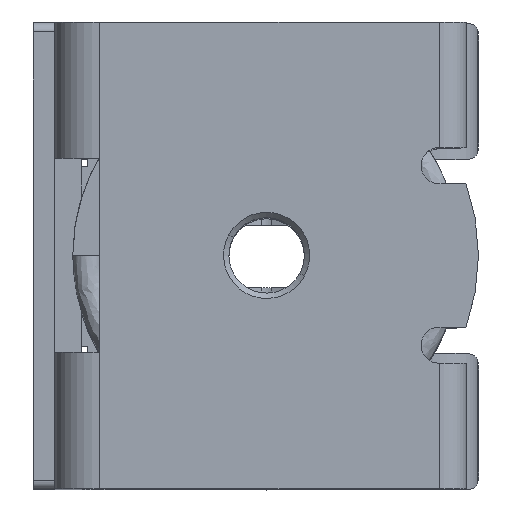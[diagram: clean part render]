
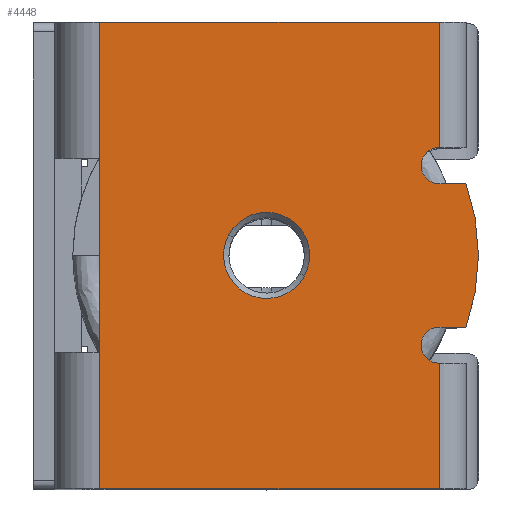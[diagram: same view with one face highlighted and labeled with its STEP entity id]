
A CAD part, top view. The second image highlights one B-rep face of the part: STEP entity #4448.
In plain terms, the highlighted planar face has unit normal (0, 0, 1).
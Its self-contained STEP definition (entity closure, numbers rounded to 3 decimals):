
#4330=AXIS2_PLACEMENT_3D('Plane Axis2P3D',#4327,#4328,#4329) ;
#4343=AXIS2_PLACEMENT_3D('Circle Axis2P3D',#4341,#4342,$) ;
#4357=AXIS2_PLACEMENT_3D('Circle Axis2P3D',#4355,#4356,$) ;
#4364=AXIS2_PLACEMENT_3D('Circle Axis2P3D',#4362,#4363,$) ;
#4402=AXIS2_PLACEMENT_3D('Circle Axis2P3D',#4400,#4401,$) ;
#4409=AXIS2_PLACEMENT_3D('Circle Axis2P3D',#4407,#4408,$) ;
#4432=AXIS2_PLACEMENT_3D('Circle Axis2P3D',#4430,#4431,$) ;
#4441=AXIS2_PLACEMENT_3D('Circle Axis2P3D',#4439,#4440,$) ;
#2049=CARTESIAN_POINT('Vertex',(3.7,0.,39.495)) ;
#2074=CARTESIAN_POINT('Vertex',(3.7,26.,39.495)) ;
#2578=CARTESIAN_POINT('Vertex',(3.7,7.6,39.495)) ;
#2581=CARTESIAN_POINT('Line Origine',(3.7,13.,39.495)) ;
#2593=CARTESIAN_POINT('Line Origine',(3.7,13.,39.495)) ;
#2597=CARTESIAN_POINT('Vertex',(3.7,18.4,39.495)) ;
#3548=CARTESIAN_POINT('Vertex',(22.62,0.,39.495)) ;
#3551=CARTESIAN_POINT('Line Origine',(13.16,0.,39.495)) ;
#3580=CARTESIAN_POINT('Line Origine',(13.16,26.,39.495)) ;
#3584=CARTESIAN_POINT('Vertex',(22.62,26.,39.495)) ;
#4327=CARTESIAN_POINT('Axis2P3D Location',(13.,13.,39.495)) ;
#4332=CARTESIAN_POINT('Line Origine',(23.351,9.,39.495)) ;
#4336=CARTESIAN_POINT('Vertex',(22.6,9.,39.495)) ;
#4338=CARTESIAN_POINT('Vertex',(24.101,9.,39.495)) ;
#4341=CARTESIAN_POINT('Axis2P3D Location',(13.,13.,39.495)) ;
#4345=CARTESIAN_POINT('Vertex',(24.101,17.,39.495)) ;
#4348=CARTESIAN_POINT('Line Origine',(23.351,17.,39.495)) ;
#4352=CARTESIAN_POINT('Vertex',(22.6,17.,39.495)) ;
#4355=CARTESIAN_POINT('Axis2P3D Location',(22.6,18.,39.495)) ;
#4359=CARTESIAN_POINT('Vertex',(21.6,18.,39.495)) ;
#4362=CARTESIAN_POINT('Axis2P3D Location',(22.6,18.,39.495)) ;
#4366=CARTESIAN_POINT('Vertex',(22.6,19.,39.495)) ;
#4369=CARTESIAN_POINT('Line Origine',(22.61,19.,39.495)) ;
#4373=CARTESIAN_POINT('Vertex',(22.62,19.,39.495)) ;
#4376=CARTESIAN_POINT('Line Origine',(22.62,22.5,39.495)) ;
#4381=CARTESIAN_POINT('Line Origine',(3.7,13.,39.495)) ;
#4386=CARTESIAN_POINT('Line Origine',(22.62,3.5,39.495)) ;
#4390=CARTESIAN_POINT('Vertex',(22.62,7.,39.495)) ;
#4393=CARTESIAN_POINT('Line Origine',(22.61,7.,39.495)) ;
#4397=CARTESIAN_POINT('Vertex',(22.6,7.,39.495)) ;
#4400=CARTESIAN_POINT('Axis2P3D Location',(22.6,8.,39.495)) ;
#4404=CARTESIAN_POINT('Vertex',(21.6,8.,39.495)) ;
#4407=CARTESIAN_POINT('Axis2P3D Location',(22.6,8.,39.495)) ;
#4430=CARTESIAN_POINT('Axis2P3D Location',(13.,13.,39.495)) ;
#4434=CARTESIAN_POINT('Vertex',(10.894,14.151,39.495)) ;
#4436=CARTESIAN_POINT('Vertex',(15.106,11.849,39.495)) ;
#4439=CARTESIAN_POINT('Axis2P3D Location',(13.,13.,39.495)) ;
#2582=DIRECTION('Vector Direction',(0.,1.,0.)) ;
#2594=DIRECTION('Vector Direction',(0.,1.,0.)) ;
#3552=DIRECTION('Vector Direction',(1.,0.,0.)) ;
#3581=DIRECTION('Vector Direction',(-1.,0.,0.)) ;
#4328=DIRECTION('Axis2P3D Direction',(0.,0.,1.)) ;
#4329=DIRECTION('Axis2P3D XDirection',(1.,0.,0.)) ;
#4333=DIRECTION('Vector Direction',(1.,0.,0.)) ;
#4342=DIRECTION('Axis2P3D Direction',(0.,0.,1.)) ;
#4349=DIRECTION('Vector Direction',(-1.,0.,0.)) ;
#4356=DIRECTION('Axis2P3D Direction',(0.,0.,1.)) ;
#4363=DIRECTION('Axis2P3D Direction',(0.,0.,1.)) ;
#4370=DIRECTION('Vector Direction',(1.,0.,0.)) ;
#4377=DIRECTION('Vector Direction',(0.,-1.,0.)) ;
#4382=DIRECTION('Vector Direction',(0.,-1.,0.)) ;
#4387=DIRECTION('Vector Direction',(0.,-1.,0.)) ;
#4394=DIRECTION('Vector Direction',(-1.,0.,0.)) ;
#4401=DIRECTION('Axis2P3D Direction',(0.,0.,1.)) ;
#4408=DIRECTION('Axis2P3D Direction',(0.,0.,1.)) ;
#4431=DIRECTION('Axis2P3D Direction',(0.,0.,1.)) ;
#4440=DIRECTION('Axis2P3D Direction',(0.,0.,1.)) ;
#2583=VECTOR('Line Direction',#2582,1.) ;
#2595=VECTOR('Line Direction',#2594,1.) ;
#3553=VECTOR('Line Direction',#3552,1.) ;
#3582=VECTOR('Line Direction',#3581,1.) ;
#4334=VECTOR('Line Direction',#4333,1.) ;
#4350=VECTOR('Line Direction',#4349,1.) ;
#4371=VECTOR('Line Direction',#4370,1.) ;
#4378=VECTOR('Line Direction',#4377,1.) ;
#4383=VECTOR('Line Direction',#4382,1.) ;
#4388=VECTOR('Line Direction',#4387,1.) ;
#4395=VECTOR('Line Direction',#4394,1.) ;
#4413=ORIENTED_EDGE('',*,*,#4340,.T.) ;
#4414=ORIENTED_EDGE('',*,*,#4347,.T.) ;
#4415=ORIENTED_EDGE('',*,*,#4354,.T.) ;
#4416=ORIENTED_EDGE('',*,*,#4361,.F.) ;
#4417=ORIENTED_EDGE('',*,*,#4368,.F.) ;
#4418=ORIENTED_EDGE('',*,*,#4375,.T.) ;
#4419=ORIENTED_EDGE('',*,*,#4380,.F.) ;
#4420=ORIENTED_EDGE('',*,*,#3586,.T.) ;
#4421=ORIENTED_EDGE('',*,*,#2599,.F.) ;
#4422=ORIENTED_EDGE('',*,*,#4385,.T.) ;
#4423=ORIENTED_EDGE('',*,*,#2585,.F.) ;
#4424=ORIENTED_EDGE('',*,*,#3555,.T.) ;
#4425=ORIENTED_EDGE('',*,*,#4392,.T.) ;
#4426=ORIENTED_EDGE('',*,*,#4399,.T.) ;
#4427=ORIENTED_EDGE('',*,*,#4406,.F.) ;
#4428=ORIENTED_EDGE('',*,*,#4411,.F.) ;
#4445=ORIENTED_EDGE('',*,*,#4438,.F.) ;
#4446=ORIENTED_EDGE('',*,*,#4443,.F.) ;
#4447=FACE_BOUND('',#4444,.T.) ;
#4448=ADVANCED_FACE('MANIFOLD_SOLID_BREP #38',(#4429,#4447),#4331,.T.) ;
#4344=CIRCLE('generated circle',#4343,11.8) ;
#4358=CIRCLE('generated circle',#4357,1.) ;
#4365=CIRCLE('generated circle',#4364,1.) ;
#4403=CIRCLE('generated circle',#4402,1.) ;
#4410=CIRCLE('generated circle',#4409,1.) ;
#4433=CIRCLE('generated circle',#4432,2.4) ;
#4442=CIRCLE('generated circle',#4441,2.4) ;
#2585=EDGE_CURVE('',#2050,#2579,#2584,.T.) ;
#2599=EDGE_CURVE('',#2598,#2075,#2596,.T.) ;
#3555=EDGE_CURVE('',#2050,#3549,#3554,.T.) ;
#3586=EDGE_CURVE('',#3585,#2075,#3583,.T.) ;
#4340=EDGE_CURVE('',#4337,#4339,#4335,.T.) ;
#4347=EDGE_CURVE('',#4339,#4346,#4344,.T.) ;
#4354=EDGE_CURVE('',#4346,#4353,#4351,.T.) ;
#4361=EDGE_CURVE('',#4360,#4353,#4358,.T.) ;
#4368=EDGE_CURVE('',#4367,#4360,#4365,.T.) ;
#4375=EDGE_CURVE('',#4367,#4374,#4372,.T.) ;
#4380=EDGE_CURVE('',#3585,#4374,#4379,.T.) ;
#4385=EDGE_CURVE('',#2598,#2579,#4384,.T.) ;
#4392=EDGE_CURVE('',#3549,#4391,#4389,.F.) ;
#4399=EDGE_CURVE('',#4391,#4398,#4396,.T.) ;
#4406=EDGE_CURVE('',#4405,#4398,#4403,.T.) ;
#4411=EDGE_CURVE('',#4337,#4405,#4410,.T.) ;
#4438=EDGE_CURVE('',#4435,#4437,#4433,.T.) ;
#4443=EDGE_CURVE('',#4437,#4435,#4442,.T.) ;
#4412=EDGE_LOOP('',(#4413,#4414,#4415,#4416,#4417,#4418,#4419,#4420,#4421,#4422,#4423,#4424,#4425,#4426,#4427,#4428)) ;
#4444=EDGE_LOOP('',(#4445,#4446)) ;
#4429=FACE_OUTER_BOUND('',#4412,.T.) ;
#2584=LINE('Line',#2581,#2583) ;
#2596=LINE('Line',#2593,#2595) ;
#3554=LINE('Line',#3551,#3553) ;
#3583=LINE('Line',#3580,#3582) ;
#4335=LINE('Line',#4332,#4334) ;
#4351=LINE('Line',#4348,#4350) ;
#4372=LINE('Line',#4369,#4371) ;
#4379=LINE('Line',#4376,#4378) ;
#4384=LINE('Line',#4381,#4383) ;
#4389=LINE('Line',#4386,#4388) ;
#4396=LINE('Line',#4393,#4395) ;
#4331=PLANE('',#4330) ;
#2050=VERTEX_POINT('',#2049) ;
#2075=VERTEX_POINT('',#2074) ;
#2579=VERTEX_POINT('',#2578) ;
#2598=VERTEX_POINT('',#2597) ;
#3549=VERTEX_POINT('',#3548) ;
#3585=VERTEX_POINT('',#3584) ;
#4337=VERTEX_POINT('',#4336) ;
#4339=VERTEX_POINT('',#4338) ;
#4346=VERTEX_POINT('',#4345) ;
#4353=VERTEX_POINT('',#4352) ;
#4360=VERTEX_POINT('',#4359) ;
#4367=VERTEX_POINT('',#4366) ;
#4374=VERTEX_POINT('',#4373) ;
#4391=VERTEX_POINT('',#4390) ;
#4398=VERTEX_POINT('',#4397) ;
#4405=VERTEX_POINT('',#4404) ;
#4435=VERTEX_POINT('',#4434) ;
#4437=VERTEX_POINT('',#4436) ;
